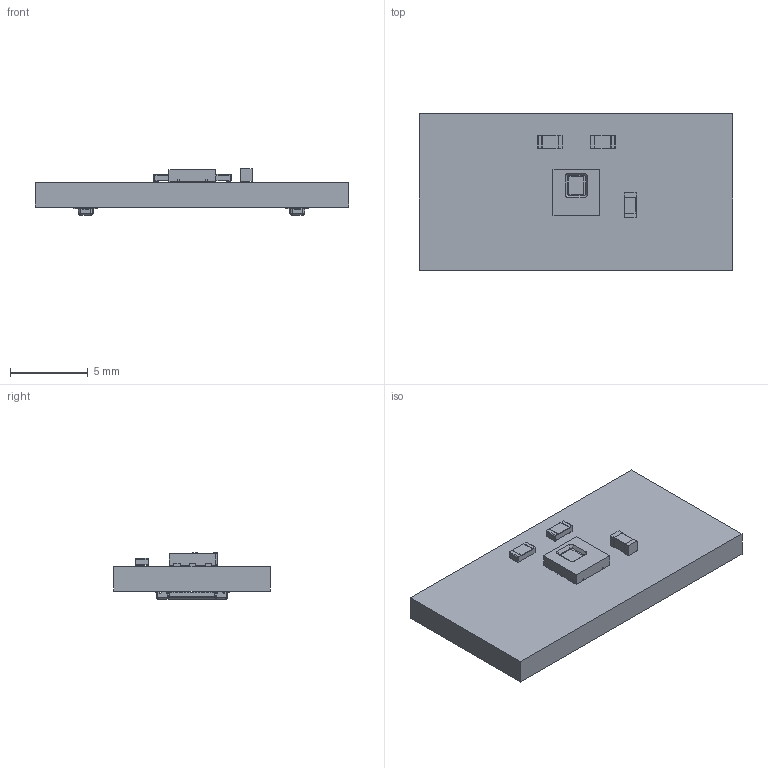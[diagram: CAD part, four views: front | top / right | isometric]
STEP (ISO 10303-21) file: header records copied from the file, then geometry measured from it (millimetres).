
FILE_DESCRIPTION(('KiCad electronic assembly'),'2;1');
FILE_NAME('OBJEX_M0-HDC1080.step','2021-03-09T09:58:53',('An Author'),( 'A Company'),'Open CASCADE STEP processor 6.9', 'KiCad to STEP converter','Unknown');
FILE_SCHEMA(('AUTOMOTIVE_DESIGN { 1 0 10303 214 1 1 1 1 }'));
Length unit declared in the file: millimetre
Products named in the file (10): Open CASCADE STEP translator 6.9 1; BM28-16DP; COMPOUND; C_0603_1608Metric; SOLID; R_0603_1608Metric; HDC1080DMBR
Assembly tree (11 placements, depth 3):
  Open CASCADE STEP translator 6.9 1
    BM28-16DP  x2
      COMPOUND
    C_0603_1608Metric
      SOLID
    R_0603_1608Metric  x2
      SOLID
    HDC1080DMBR
      COMPOUND
    SOLID
Bounding box: 20.07 x 10.03 x 2.96 mm (x, y, z)
Volume: 333 mm3; surface area: 592.6 mm2
Topology: 19 solids, 19 shells, 817 faces, 2126 edges, 1348 vertices
Faces by surface type: plane 605, cylinder 176, bspline 16, cone 12, revolution 8
Entity records: 36522 total; most frequent: CARTESIAN_POINT 9753, DIRECTION 4894, LINE 3318, VECTOR 3318, ORIENTED_EDGE 2580, PCURVE 2580, DEFINITIONAL_REPRESENTATION 2580, EDGE_CURVE 1290
